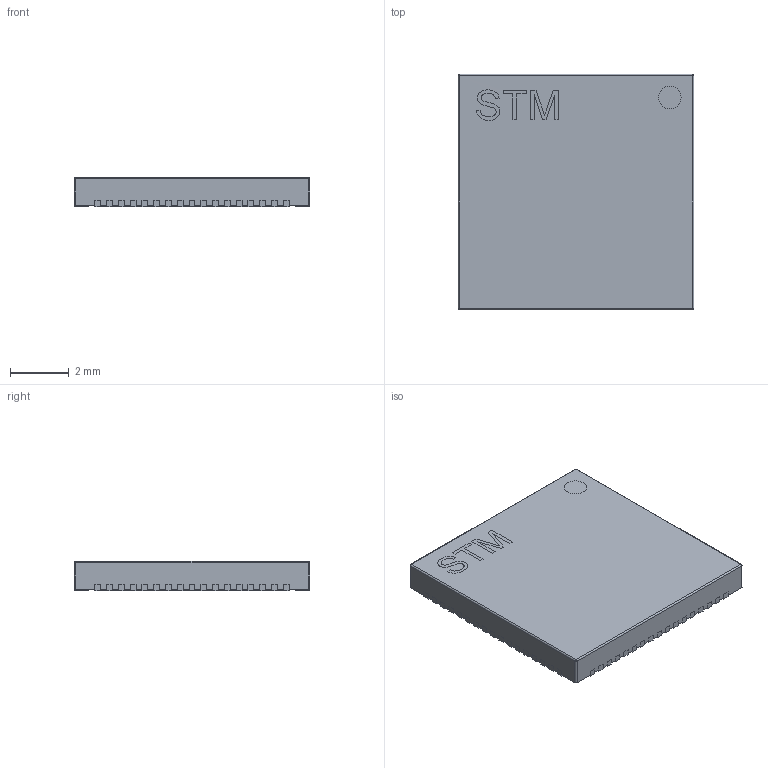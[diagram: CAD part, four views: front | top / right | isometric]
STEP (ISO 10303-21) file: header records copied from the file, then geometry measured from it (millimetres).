
FILE_DESCRIPTION(/* description */ (''),/* implementation_level */ '2;1');
FILE_NAME(/* name */ 'STMicroelectronics STM32WB55RGV6.stp',/* time_stamp */ '2019-09-15T13:35:17+02:00',/* author */ ('Mohamed Refaat'),/* organization */ (''),/* preprocessor_version */ 'ST-DEVELOPER v16.5',/* originating_system */ 'Autodesk Inventor 2017',/* authorisation */ '');
FILE_SCHEMA (('AUTOMOTIVE_DESIGN { 1 0 10303 214 3 1 1 }'));
Length unit declared in the file: millimetre
Products named in the file (4): STMicroelectronics STM32WB55RGV6; STMicroelectronics STM32WB55RGV6 1; STMicroelectronics STM32WB55RGV6 2; STMicroelectronics STM32WB55RGV6 3
Assembly tree (70 placements, depth 2):
  STMicroelectronics STM32WB55RGV6
    STMicroelectronics STM32WB55RGV6 1
    STMicroelectronics STM32WB55RGV6 2  x68
    STMicroelectronics STM32WB55RGV6 3
Bounding box: 8 x 8 x 1 mm (x, y, z)
Volume: 63.1 mm3; surface area: 263.6 mm2
Topology: 70 solids, 70 shells, 848 faces, 2140 edges, 1436 vertices
Faces by surface type: plane 765, cylinder 79, sphere 4
Entity records: 11036 total; most frequent: CARTESIAN_POINT 2009, ORIENTED_EDGE 1868, DIRECTION 1715, EDGE_CURVE 934, LINE 893, VECTOR 893, VERTEX_POINT 632, AXIS2_PLACEMENT_3D 411
